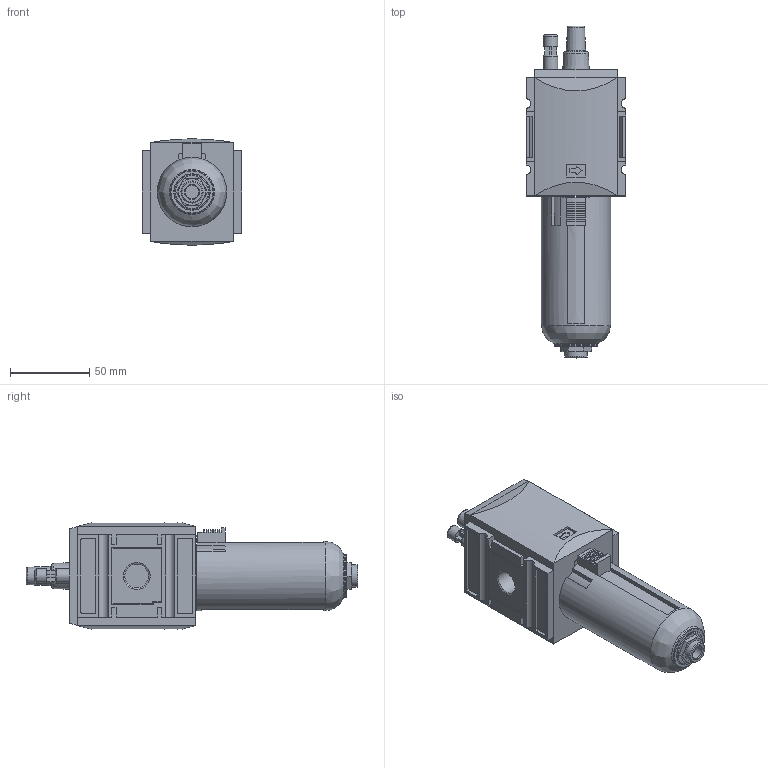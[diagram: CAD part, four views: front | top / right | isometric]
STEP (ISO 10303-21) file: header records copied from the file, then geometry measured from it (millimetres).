
FILE_DESCRIPTION( ( 'STEP AP203' ), ' ' );
FILE_NAME( '92502.DD00.stp', '2017-03-07T16:15:52', ( '' ), ( '' ), ' ', 'PARTsolutions', ' ' );
FILE_SCHEMA( ( 'CONFIG_CONTROL_DESIGN' ) );
Length unit declared in the file: millimetre
Products named in the file (3): 92502.DD00; _FU 903G 3/8000-1; _FU 903_0
Assembly tree (2 placements, depth 2):
  92502.DD00
    _FU 903G 3/8000-1
    _FU 903_0
Bounding box: 63 x 210 x 67.13 mm (x, y, z)
Volume: 440984.7 mm3; surface area: 53473.4 mm2
Topology: 2 solids, 2 shells, 303 faces, 780 edges, 511 vertices
Faces by surface type: plane 211, cylinder 65, cone 18, torus 8, bspline 1
Full cylindrical faces by diameter (mm): 6.3 x1, 8.566 x1, 9 x2, 14 x1, 14.95 x2, 22 x1, 23 x1, 27 x1, 43.8 x1
Entity records: 9115 total; most frequent: CARTESIAN_POINT 1655, DIRECTION 1518, ORIENTED_EDGE 1486, EDGE_CURVE 743, LINE 542, VECTOR 542, VERTEX_POINT 503, AXIS2_PLACEMENT_3D 488
